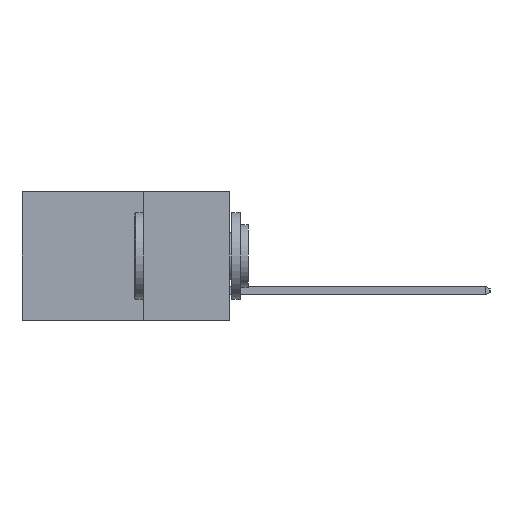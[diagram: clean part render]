
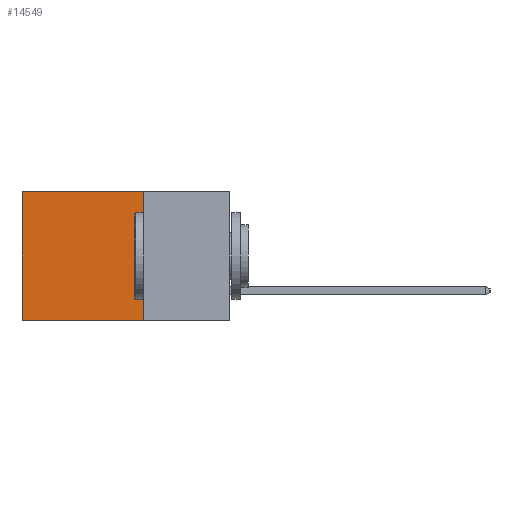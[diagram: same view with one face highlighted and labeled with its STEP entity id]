
A CAD part, left-side view. The second image highlights one B-rep face of the part: STEP entity #14549.
In plain terms, the highlighted planar face has unit normal (-1, 0, 0).
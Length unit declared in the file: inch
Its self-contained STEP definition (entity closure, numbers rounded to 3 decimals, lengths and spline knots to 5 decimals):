
#411 = CARTESIAN_POINT ( 'NONE',  ( 0.298, 0.6, 0. ) ) ;
#886 = DIRECTION ( 'NONE',  ( 0., 0., -1. ) ) ;
#1488 = CARTESIAN_POINT ( 'NONE',  ( 0.298, 0.6, -0.37 ) ) ;
#1493 = AXIS2_PLACEMENT_3D ( 'NONE', #20160, #10506, #886 ) ;
#1949 = VECTOR ( 'NONE', #18134, 39.37008 ) ;
#2149 = VECTOR ( 'NONE', #8674, 39.37008 ) ;
#2445 = CARTESIAN_POINT ( 'NONE',  ( 0.298, 0.25, -0.37 ) ) ;
#5314 = ORIENTED_EDGE ( 'NONE', *, *, #16246, .T. ) ;
#7066 = CARTESIAN_POINT ( 'NONE',  ( 0.298, 0.25, 0. ) ) ;
#8496 = CARTESIAN_POINT ( 'NONE',  ( 0.298, 0.6, 0. ) ) ;
#8674 = DIRECTION ( 'NONE',  ( 0., 0., -1. ) ) ;
#9712 = EDGE_CURVE ( 'NONE', #15540, #18033, #10473, .T. ) ;
#10087 = VERTEX_POINT ( 'NONE', #1488 ) ;
#10120 = ORIENTED_EDGE ( 'NONE', *, *, #9712, .T. ) ;
#10435 = ORIENTED_EDGE ( 'NONE', *, *, #20028, .F. ) ;
#10473 = LINE ( 'NONE', #19926, #1949 ) ;
#10506 = DIRECTION ( 'NONE',  ( 1., 0., 0. ) ) ;
#10652 = EDGE_LOOP ( 'NONE', ( #5314, #10435, #11039, #10120 ) ) ;
#10674 = LINE ( 'NONE', #7066, #2149 ) ;
#11039 = ORIENTED_EDGE ( 'NONE', *, *, #15048, .F. ) ;
#11187 = FACE_OUTER_BOUND ( 'NONE', #10652, .T. ) ;
#11451 = DIRECTION ( 'NONE',  ( 0., 1., 0. ) ) ;
#12561 = VERTEX_POINT ( 'NONE', #2445 ) ;
#13225 = DIRECTION ( 'NONE',  ( 0., 0., -1. ) ) ;
#14549 = ADVANCED_FACE ( 'NONE', ( #11187 ), #18515, .F. ) ;
#15048 = EDGE_CURVE ( 'NONE', #15540, #12561, #10674, .T. ) ;
#15540 = VERTEX_POINT ( 'NONE', #16279 ) ;
#15863 = VECTOR ( 'NONE', #13225, 39.37008 ) ;
#16117 = LINE ( 'NONE', #16208, #19938 ) ;
#16208 = CARTESIAN_POINT ( 'NONE',  ( 0.298, 0.25, -0.37 ) ) ;
#16246 = EDGE_CURVE ( 'NONE', #18033, #10087, #20195, .T. ) ;
#16279 = CARTESIAN_POINT ( 'NONE',  ( 0.298, 0.25, 0. ) ) ;
#18033 = VERTEX_POINT ( 'NONE', #8496 ) ;
#18134 = DIRECTION ( 'NONE',  ( 0., 1., 0. ) ) ;
#18515 = PLANE ( 'NONE',  #1493 ) ;
#19926 = CARTESIAN_POINT ( 'NONE',  ( 0.298, 0.25, 0. ) ) ;
#19938 = VECTOR ( 'NONE', #11451, 39.37008 ) ;
#20028 = EDGE_CURVE ( 'NONE', #12561, #10087, #16117, .T. ) ;
#20160 = CARTESIAN_POINT ( 'NONE',  ( 0.298, 0.25, 0. ) ) ;
#20195 = LINE ( 'NONE', #411, #15863 ) ;
